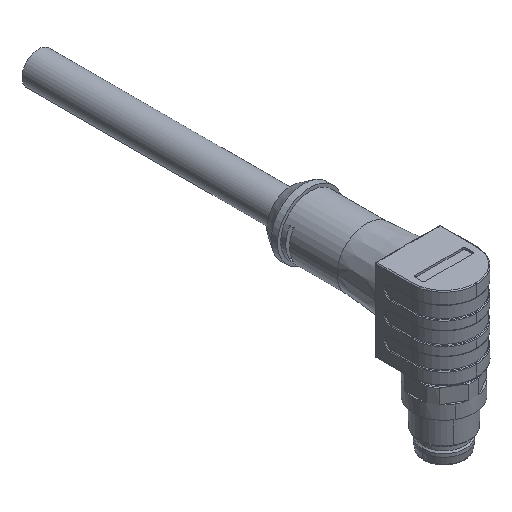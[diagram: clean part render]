
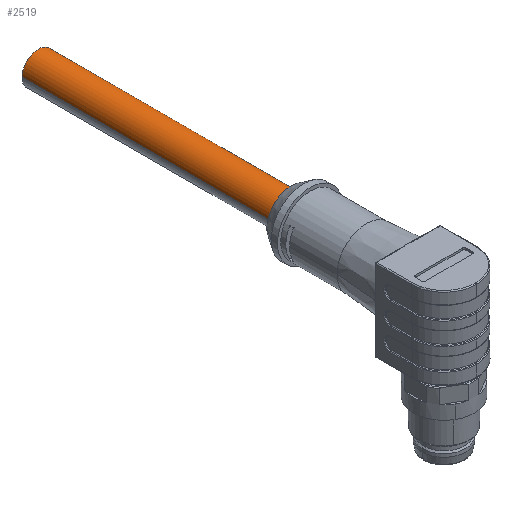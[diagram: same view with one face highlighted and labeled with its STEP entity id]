
A CAD part, isometric view. The second image highlights one B-rep face of the part: STEP entity #2519.
In plain terms, the highlighted cylindrical face has radius 2.55 mm (diameter 5.1 mm), a partial arc.
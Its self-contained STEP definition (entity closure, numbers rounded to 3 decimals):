
#2492=AXIS2_PLACEMENT_3D('Cylinder Axis2P3D',#2489,#2490,#2491) ;
#2503=AXIS2_PLACEMENT_3D('Circle Axis2P3D',#2501,#2502,$) ;
#2453=CARTESIAN_POINT('Vertex',(7.7,29.3,20.05)) ;
#2455=CARTESIAN_POINT('Vertex',(2.6,29.3,20.05)) ;
#2459=CARTESIAN_POINT('Control Point',(2.6,29.3,20.05)) ;
#2460=CARTESIAN_POINT('Control Point',(2.6,29.3,20.285)) ;
#2461=CARTESIAN_POINT('Control Point',(2.627,29.3,20.519)) ;
#2462=CARTESIAN_POINT('Control Point',(2.681,29.3,20.75)) ;
#2463=CARTESIAN_POINT('Control Point',(2.841,29.3,21.194)) ;
#2464=CARTESIAN_POINT('Control Point',(3.098,29.3,21.591)) ;
#2465=CARTESIAN_POINT('Control Point',(3.249,29.3,21.774)) ;
#2466=CARTESIAN_POINT('Control Point',(3.59,29.3,22.101)) ;
#2467=CARTESIAN_POINT('Control Point',(3.996,29.3,22.342)) ;
#2468=CARTESIAN_POINT('Control Point',(4.212,29.3,22.439)) ;
#2469=CARTESIAN_POINT('Control Point',(4.663,29.3,22.58)) ;
#2470=CARTESIAN_POINT('Control Point',(5.134,29.3,22.616)) ;
#2471=CARTESIAN_POINT('Control Point',(5.37,29.3,22.607)) ;
#2472=CARTESIAN_POINT('Control Point',(5.837,29.3,22.534)) ;
#2473=CARTESIAN_POINT('Control Point',(6.275,29.3,22.356)) ;
#2474=CARTESIAN_POINT('Control Point',(6.483,29.3,22.243)) ;
#2475=CARTESIAN_POINT('Control Point',(6.869,29.3,21.97)) ;
#2476=CARTESIAN_POINT('Control Point',(7.182,29.3,21.617)) ;
#2477=CARTESIAN_POINT('Control Point',(7.318,29.3,21.423)) ;
#2478=CARTESIAN_POINT('Control Point',(7.523,29.3,21.043)) ;
#2479=CARTESIAN_POINT('Control Point',(7.645,29.3,20.63)) ;
#2480=CARTESIAN_POINT('Control Point',(7.682,29.3,20.438)) ;
#2481=CARTESIAN_POINT('Control Point',(7.7,29.3,20.244)) ;
#2482=CARTESIAN_POINT('Control Point',(7.7,29.3,20.05)) ;
#2489=CARTESIAN_POINT('Axis2P3D Location',(5.15,69.3,20.05)) ;
#2494=CARTESIAN_POINT('Line Origine',(7.7,69.3,20.05)) ;
#2498=CARTESIAN_POINT('Vertex',(7.7,69.3,20.05)) ;
#2501=CARTESIAN_POINT('Axis2P3D Location',(5.15,69.3,20.05)) ;
#2505=CARTESIAN_POINT('Vertex',(2.6,69.3,20.05)) ;
#2508=CARTESIAN_POINT('Line Origine',(2.6,69.3,20.05)) ;
#2490=DIRECTION('Axis2P3D Direction',(0.,-1.,0.)) ;
#2491=DIRECTION('Axis2P3D XDirection',(1.,0.,0.)) ;
#2495=DIRECTION('Vector Direction',(0.,-1.,0.)) ;
#2502=DIRECTION('Axis2P3D Direction',(0.,-1.,0.)) ;
#2509=DIRECTION('Vector Direction',(0.,-1.,0.)) ;
#2496=VECTOR('Line Direction',#2495,1.) ;
#2510=VECTOR('Line Direction',#2509,1.) ;
#2514=ORIENTED_EDGE('',*,*,#2500,.T.) ;
#2515=ORIENTED_EDGE('',*,*,#2507,.F.) ;
#2516=ORIENTED_EDGE('',*,*,#2512,.T.) ;
#2517=ORIENTED_EDGE('',*,*,#2483,.T.) ;
#2519=ADVANCED_FACE('Hauptk\X2\00F6\X0\rper',(#2518),#2493,.T.) ;
#2458=B_SPLINE_CURVE_WITH_KNOTS('',5,(#2459,#2460,#2461,#2462,#2463,#2464,#2465,#2466,#2467,#2468,#2469,#2470,#2471,#2472,#2473,#2474,#2475,#2476,#2477,#2478,#2479,#2480,#2481,#2482),.UNSPECIFIED.,.F.,.U.,(6,3,3,3,3,3,3,6),(0.,1.66,3.319,4.979,6.638,8.298,9.957,11.329),.UNSPECIFIED.) ;
#2504=CIRCLE('generated circle',#2503,2.55) ;
#2493=CYLINDRICAL_SURFACE('generated cylinder',#2492,2.55) ;
#2483=EDGE_CURVE('',#2456,#2454,#2458,.T.) ;
#2500=EDGE_CURVE('',#2454,#2499,#2497,.F.) ;
#2507=EDGE_CURVE('',#2506,#2499,#2504,.F.) ;
#2512=EDGE_CURVE('',#2506,#2456,#2511,.T.) ;
#2513=EDGE_LOOP('',(#2514,#2515,#2516,#2517)) ;
#2518=FACE_OUTER_BOUND('',#2513,.T.) ;
#2497=LINE('Line',#2494,#2496) ;
#2511=LINE('Line',#2508,#2510) ;
#2454=VERTEX_POINT('',#2453) ;
#2456=VERTEX_POINT('',#2455) ;
#2499=VERTEX_POINT('',#2498) ;
#2506=VERTEX_POINT('',#2505) ;
